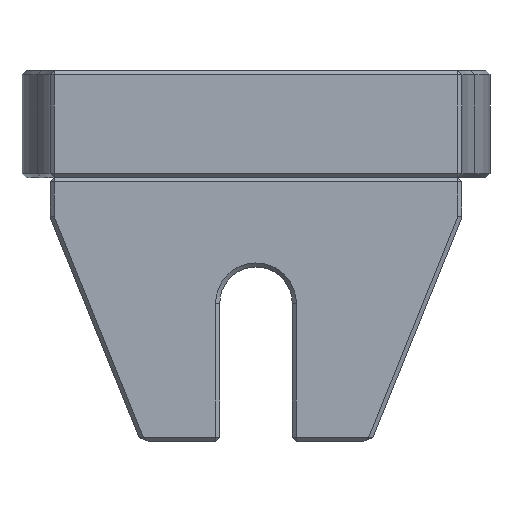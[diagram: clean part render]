
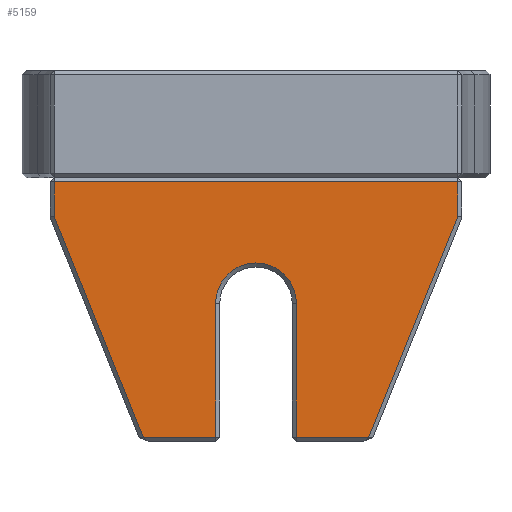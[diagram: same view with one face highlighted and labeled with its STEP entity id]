
A CAD part, front view. The second image highlights one B-rep face of the part: STEP entity #5159.
In plain terms, the highlighted planar face has unit normal (0, -1, 0).
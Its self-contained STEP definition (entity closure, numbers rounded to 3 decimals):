
#154 = CARTESIAN_POINT ( 'NONE',  ( 7., 0., -22.25 ) ) ;
#230 = VECTOR ( 'NONE', #3992, 1000. ) ;
#274 = VERTEX_POINT ( 'NONE', #2791 ) ;
#406 = VECTOR ( 'NONE', #5755, 1000. ) ;
#467 = CARTESIAN_POINT ( 'NONE',  ( 12.25, 0., -8.838 ) ) ;
#507 = EDGE_CURVE ( 'NONE', #5698, #4041, #691, .T. ) ;
#580 = ORIENTED_EDGE ( 'NONE', *, *, #507, .T. ) ;
#595 = VERTEX_POINT ( 'NONE', #5364 ) ;
#640 = CARTESIAN_POINT ( 'NONE',  ( -6.831, 0., -22.25 ) ) ;
#691 = LINE ( 'NONE', #1970, #4844 ) ;
#977 = CARTESIAN_POINT ( 'NONE',  ( 9.35, 0., -16.015 ) ) ;
#992 = DIRECTION ( 'NONE',  ( 0., 0., -1. ) ) ;
#1043 = CARTESIAN_POINT ( 'NONE',  ( -2.2, 0., -22.25 ) ) ;
#1044 = ORIENTED_EDGE ( 'NONE', *, *, #6190, .T. ) ;
#1117 = CARTESIAN_POINT ( 'NONE',  ( -2.45, 0., -14.12 ) ) ;
#1203 = CARTESIAN_POINT ( 'NONE',  ( 2.45, 0., -22.25 ) ) ;
#1267 = EDGE_CURVE ( 'NONE', #1309, #1382, #2387, .T. ) ;
#1309 = VERTEX_POINT ( 'NONE', #1203 ) ;
#1382 = VERTEX_POINT ( 'NONE', #2308 ) ;
#1454 = LINE ( 'NONE', #977, #4687 ) ;
#1737 = VECTOR ( 'NONE', #5870, 1000. ) ;
#1774 = FACE_OUTER_BOUND ( 'NONE', #1969, .T. ) ;
#1817 = DIRECTION ( 'NONE',  ( 0., 0., 1. ) ) ;
#1926 = EDGE_CURVE ( 'NONE', #4665, #5465, #5212, .T. ) ;
#1949 = EDGE_CURVE ( 'NONE', #595, #274, #4054, .T. ) ;
#1969 = EDGE_LOOP ( 'NONE', ( #1044, #5589, #5772, #2721, #2754, #580, #2941, #6012, #4657, #5053 ) ) ;
#1970 = CARTESIAN_POINT ( 'NONE',  ( -2.45, 0., -14.12 ) ) ;
#2018 = DIRECTION ( 'NONE',  ( -1., 0., 0. ) ) ;
#2058 = CARTESIAN_POINT ( 'NONE',  ( -14.2, 0., -6.5 ) ) ;
#2182 = VECTOR ( 'NONE', #5702, 1000. ) ;
#2308 = CARTESIAN_POINT ( 'NONE',  ( 6.831, 0., -22.25 ) ) ;
#2362 = CARTESIAN_POINT ( 'NONE',  ( -14.2, 0., -6.75 ) ) ;
#2387 = LINE ( 'NONE', #154, #1737 ) ;
#2488 = CIRCLE ( 'NONE', #2742, 2.45 ) ;
#2555 = VERTEX_POINT ( 'NONE', #6055 ) ;
#2672 = VECTOR ( 'NONE', #2018, 1000. ) ;
#2721 = ORIENTED_EDGE ( 'NONE', *, *, #1926, .T. ) ;
#2742 = AXIS2_PLACEMENT_3D ( 'NONE', #5543, #3465, #4501 ) ;
#2754 = ORIENTED_EDGE ( 'NONE', *, *, #5886, .T. ) ;
#2791 = CARTESIAN_POINT ( 'NONE',  ( -12.25, 0., -6.75 ) ) ;
#2941 = ORIENTED_EDGE ( 'NONE', *, *, #5540, .T. ) ;
#2963 = DIRECTION ( 'NONE',  ( 0., 0., -1. ) ) ;
#3251 = EDGE_CURVE ( 'NONE', #274, #4665, #6424, .T. ) ;
#3465 = DIRECTION ( 'NONE',  ( 0., 1., 0. ) ) ;
#3641 = CARTESIAN_POINT ( 'NONE',  ( -2.45, 0., -22.25 ) ) ;
#3806 = VECTOR ( 'NONE', #4823, 1000. ) ;
#3819 = CARTESIAN_POINT ( 'NONE',  ( -12.25, 0., -8.838 ) ) ;
#3962 = AXIS2_PLACEMENT_3D ( 'NONE', #2058, #5660, #992 ) ;
#3992 = DIRECTION ( 'NONE',  ( 0.375, 0., -0.927 ) ) ;
#4008 = EDGE_CURVE ( 'NONE', #2555, #1309, #6600, .T. ) ;
#4041 = VERTEX_POINT ( 'NONE', #1117 ) ;
#4054 = LINE ( 'NONE', #2362, #2672 ) ;
#4278 = CARTESIAN_POINT ( 'NONE',  ( 2.45, 0., -22.5 ) ) ;
#4415 = VERTEX_POINT ( 'NONE', #467 ) ;
#4431 = EDGE_CURVE ( 'NONE', #1382, #4415, #1454, .T. ) ;
#4484 = LINE ( 'NONE', #1043, #406 ) ;
#4501 = DIRECTION ( 'NONE',  ( 0., 0., -1. ) ) ;
#4603 = DIRECTION ( 'NONE',  ( 0.375, 0., 0.927 ) ) ;
#4657 = ORIENTED_EDGE ( 'NONE', *, *, #1267, .T. ) ;
#4665 = VERTEX_POINT ( 'NONE', #3819 ) ;
#4687 = VECTOR ( 'NONE', #4603, 1000. ) ;
#4823 = DIRECTION ( 'NONE',  ( 0., 0., -1. ) ) ;
#4844 = VECTOR ( 'NONE', #1817, 1000. ) ;
#4954 = LINE ( 'NONE', #6516, #2182 ) ;
#5053 = ORIENTED_EDGE ( 'NONE', *, *, #4431, .T. ) ;
#5159 = ADVANCED_FACE ( 'NONE', ( #1774 ), #5638, .T. ) ;
#5212 = LINE ( 'NONE', #5996, #230 ) ;
#5364 = CARTESIAN_POINT ( 'NONE',  ( 12.25, 0., -6.75 ) ) ;
#5465 = VERTEX_POINT ( 'NONE', #640 ) ;
#5540 = EDGE_CURVE ( 'NONE', #4041, #2555, #2488, .T. ) ;
#5543 = CARTESIAN_POINT ( 'NONE',  ( 0., 0., -14.12 ) ) ;
#5589 = ORIENTED_EDGE ( 'NONE', *, *, #1949, .T. ) ;
#5638 = PLANE ( 'NONE',  #3962 ) ;
#5660 = DIRECTION ( 'NONE',  ( 0., -1., 0. ) ) ;
#5698 = VERTEX_POINT ( 'NONE', #3641 ) ;
#5702 = DIRECTION ( 'NONE',  ( 0., 0., 1. ) ) ;
#5755 = DIRECTION ( 'NONE',  ( 1., 0., 0. ) ) ;
#5772 = ORIENTED_EDGE ( 'NONE', *, *, #3251, .T. ) ;
#5870 = DIRECTION ( 'NONE',  ( 1., 0., 0. ) ) ;
#5886 = EDGE_CURVE ( 'NONE', #5465, #5698, #4484, .T. ) ;
#5996 = CARTESIAN_POINT ( 'NONE',  ( -13.336, 0., -6.151 ) ) ;
#6012 = ORIENTED_EDGE ( 'NONE', *, *, #4008, .T. ) ;
#6055 = CARTESIAN_POINT ( 'NONE',  ( 2.45, 0., -14.12 ) ) ;
#6077 = CARTESIAN_POINT ( 'NONE',  ( -12.25, 0., -8.887 ) ) ;
#6190 = EDGE_CURVE ( 'NONE', #4415, #595, #4954, .T. ) ;
#6260 = VECTOR ( 'NONE', #2963, 1000. ) ;
#6424 = LINE ( 'NONE', #6077, #6260 ) ;
#6516 = CARTESIAN_POINT ( 'NONE',  ( 12.25, 0., -6.5 ) ) ;
#6600 = LINE ( 'NONE', #4278, #3806 ) ;
